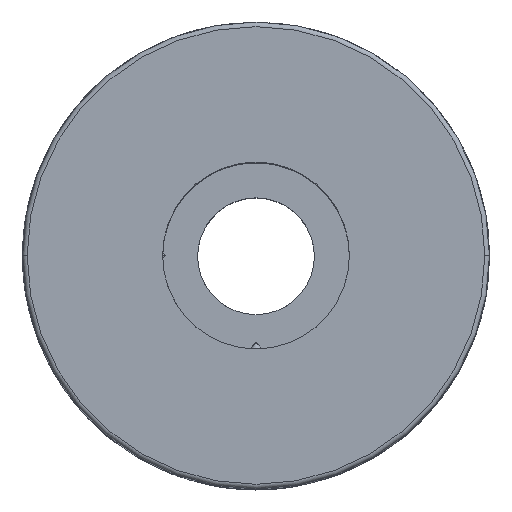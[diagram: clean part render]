
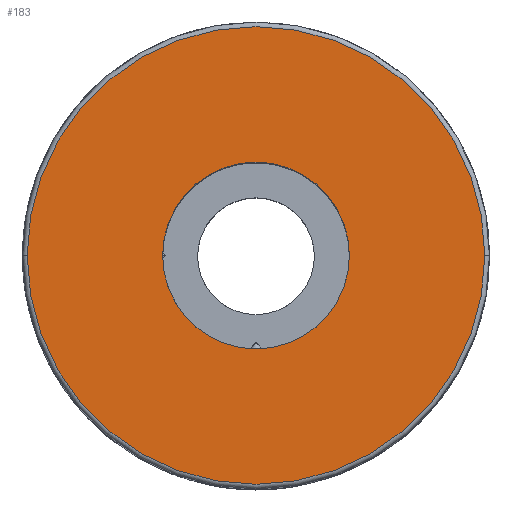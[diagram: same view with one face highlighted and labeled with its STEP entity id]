
A CAD part, top view. The second image highlights one B-rep face of the part: STEP entity #183.
In plain terms, the highlighted planar face has unit normal (0, 0, 1).
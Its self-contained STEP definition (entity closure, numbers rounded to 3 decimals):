
#1 = EDGE_CURVE ( 'NONE', #712, #713, #80, .T. ) ;
#2 = EDGE_CURVE ( 'NONE', #683, #682, #1786, .T. ) ;
#80 = CIRCLE ( 'NONE', #564, 9.8 ) ;
#149 = EDGE_CURVE ( 'NONE', #682, #683, #1798, .T. ) ;
#183 = ADVANCED_FACE ( 'NONE', ( #470, #473 ), #5316, .T. ) ;
#224 = EDGE_CURVE ( 'NONE', #713, #712, #1811, .T. ) ;
#436 = AXIS2_PLACEMENT_3D ( 'NONE', #2762, #2763, #2764 ) ;
#470 = FACE_BOUND ( 'NONE', #1099, .T. ) ;
#473 = FACE_OUTER_BOUND ( 'NONE', #1100, .T. ) ;
#476 = AXIS2_PLACEMENT_3D ( 'NONE', #5317, #5318, #5319 ) ;
#541 = AXIS2_PLACEMENT_3D ( 'NONE', #7529, #7530, #7531 ) ;
#564 = AXIS2_PLACEMENT_3D ( 'NONE', #1133, #1134, #1135 ) ;
#565 = AXIS2_PLACEMENT_3D ( 'NONE', #1136, #1137, #1138 ) ;
#682 = VERTEX_POINT ( 'NONE', #8068 ) ;
#683 = VERTEX_POINT ( 'NONE', #8069 ) ;
#712 = VERTEX_POINT ( 'NONE', #8098 ) ;
#713 = VERTEX_POINT ( 'NONE', #8099 ) ;
#909 = ORIENTED_EDGE ( 'NONE', *, *, #2, .F. ) ;
#913 = ORIENTED_EDGE ( 'NONE', *, *, #224, .T. ) ;
#916 = ORIENTED_EDGE ( 'NONE', *, *, #149, .F. ) ;
#917 = ORIENTED_EDGE ( 'NONE', *, *, #1, .T. ) ;
#1099 = EDGE_LOOP ( 'NONE', ( #909, #916 ) ) ;
#1100 = EDGE_LOOP ( 'NONE', ( #913, #917 ) ) ;
#1133 = CARTESIAN_POINT ( 'NONE',  ( 0., 0., 25. ) ) ;
#1134 = DIRECTION ( 'NONE',  ( 0., 0., 1. ) ) ;
#1135 = DIRECTION ( 'NONE',  ( 1., 0., 0. ) ) ;
#1136 = CARTESIAN_POINT ( 'NONE',  ( 0., 0., 25. ) ) ;
#1137 = DIRECTION ( 'NONE',  ( 0., 0., 1. ) ) ;
#1138 = DIRECTION ( 'NONE',  ( 1., 0., 0. ) ) ;
#1786 = CIRCLE ( 'NONE', #565, 4. ) ;
#1798 = CIRCLE ( 'NONE', #436, 4. ) ;
#1811 = CIRCLE ( 'NONE', #541, 9.8 ) ;
#2762 = CARTESIAN_POINT ( 'NONE',  ( 0., 0., 25. ) ) ;
#2763 = DIRECTION ( 'NONE',  ( 0., 0., 1. ) ) ;
#2764 = DIRECTION ( 'NONE',  ( 1., 0., 0. ) ) ;
#5316 = PLANE ( 'NONE',  #476 ) ;
#5317 = CARTESIAN_POINT ( 'NONE',  ( 0., 0., 25. ) ) ;
#5318 = DIRECTION ( 'NONE',  ( 0., 0., 1. ) ) ;
#5319 = DIRECTION ( 'NONE',  ( 1., 0., 0. ) ) ;
#7529 = CARTESIAN_POINT ( 'NONE',  ( 0., 0., 25. ) ) ;
#7530 = DIRECTION ( 'NONE',  ( 0., 0., 1. ) ) ;
#7531 = DIRECTION ( 'NONE',  ( 1., 0., 0. ) ) ;
#8068 = CARTESIAN_POINT ( 'NONE',  ( -4., 0., 25. ) ) ;
#8069 = CARTESIAN_POINT ( 'NONE',  ( 4., 0., 25. ) ) ;
#8098 = CARTESIAN_POINT ( 'NONE',  ( -9.8, 0., 25. ) ) ;
#8099 = CARTESIAN_POINT ( 'NONE',  ( 9.8, 0., 25. ) ) ;
